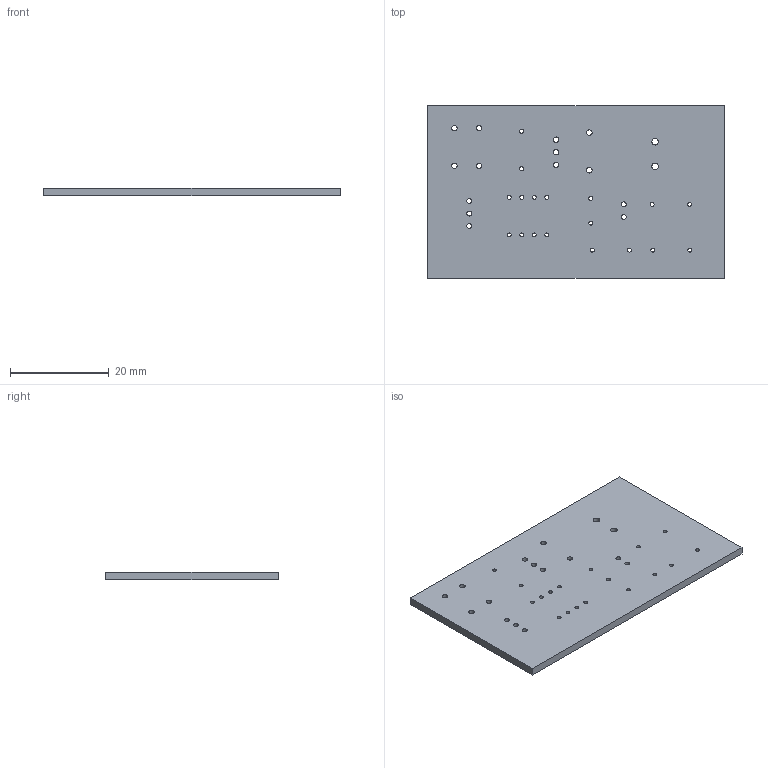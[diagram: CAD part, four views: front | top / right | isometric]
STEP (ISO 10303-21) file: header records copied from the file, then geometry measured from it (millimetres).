
FILE_DESCRIPTION(('KiCad electronic assembly'),'2;1');
FILE_NAME('MotorSpeedControl.step','2023-12-28T13:04:30',('Pcbnew'),( 'Kicad'),'Open CASCADE STEP processor 7.6','KiCad to STEP converter' ,'Unknown');
FILE_SCHEMA(('AUTOMOTIVE_DESIGN { 1 0 10303 214 1 1 1 1 }'));
Length unit declared in the file: millimetre
Products named in the file (2): MotorSpeedControl 1; _autosave-MotorSpeedControl PCB
Assembly tree (1 placements, depth 2):
  MotorSpeedControl 1
    _autosave-MotorSpeedControl PCB
Bounding box: 60 x 35 x 1.6 mm (x, y, z)
Volume: 3321.2 mm3; surface area: 4616 mm2
Topology: 1 solids, 1 shells, 40 faces, 114 edges, 76 vertices
Faces by surface type: cylinder 34, plane 6
Full cylindrical faces by diameter (mm): 0.8 x18, 1 x5, 1.1 x9, 1.32 x2
Entity records: 3215 total; most frequent: CARTESIAN_POINT 868, DIRECTION 426, ORIENTED_EDGE 228, PCURVE 228, DEFINITIONAL_REPRESENTATION 228, LINE 206, VECTOR 206, EDGE_CURVE 114
